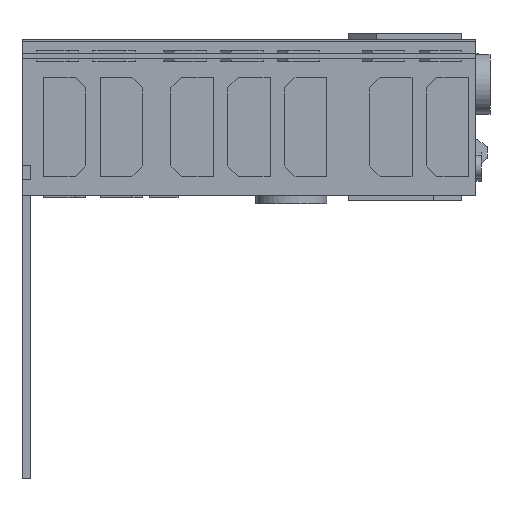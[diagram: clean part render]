
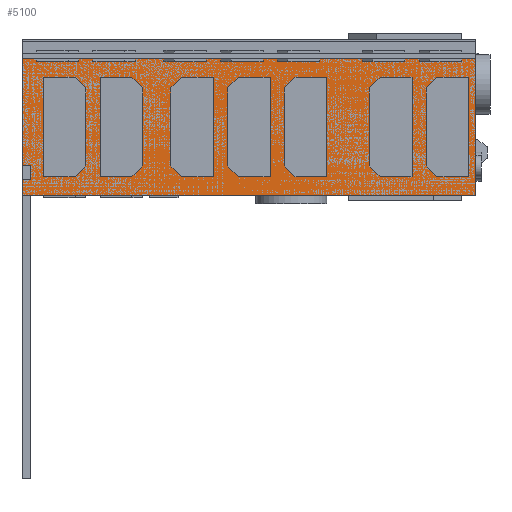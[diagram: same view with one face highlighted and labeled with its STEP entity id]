
A CAD part, left-side view. The second image highlights one B-rep face of the part: STEP entity #5100.
In plain terms, the highlighted planar face has unit normal (-1, 0, 0).
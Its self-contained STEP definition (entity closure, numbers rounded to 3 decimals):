
#534=FACE_OUTER_BOUND('',#836,.T.);
#836=EDGE_LOOP('',(#3941,#3942,#3943,#3944));
#1121=LINE('',#7604,#1762);
#1273=LINE('',#7922,#1914);
#1274=LINE('',#7925,#1915);
#1275=LINE('',#7926,#1916);
#1762=VECTOR('',#6141,10.);
#1914=VECTOR('',#6425,10.);
#1915=VECTOR('',#6428,10.);
#1916=VECTOR('',#6429,10.);
#2363=VERTEX_POINT('',#7581);
#2374=VERTEX_POINT('',#7602);
#2474=VERTEX_POINT('',#7920);
#2475=VERTEX_POINT('',#7924);
#2855=EDGE_CURVE('',#2363,#2374,#1121,.T.);
#3011=EDGE_CURVE('',#2374,#2474,#1273,.T.);
#3012=EDGE_CURVE('',#2475,#2474,#1274,.T.);
#3013=EDGE_CURVE('',#2475,#2363,#1275,.T.);
#3941=ORIENTED_EDGE('',*,*,#3011,.T.);
#3942=ORIENTED_EDGE('',*,*,#3012,.F.);
#3943=ORIENTED_EDGE('',*,*,#3013,.T.);
#3944=ORIENTED_EDGE('',*,*,#2855,.T.);
#4819=PLANE('',#5628);
#5100=ADVANCED_FACE('',(#534),#4819,.T.);
#5628=AXIS2_PLACEMENT_3D('',#7923,#6426,#6427);
#6141=DIRECTION('',(0.,0.,1.));
#6425=DIRECTION('',(0.,1.,0.));
#6426=DIRECTION('center_axis',(-1.,0.,0.));
#6427=DIRECTION('ref_axis',(0.,-1.,0.));
#6428=DIRECTION('',(0.,0.,1.));
#6429=DIRECTION('',(0.,-1.,0.));
#7581=CARTESIAN_POINT('',(0.,0.,0.));
#7602=CARTESIAN_POINT('',(0.,0.,48.));
#7604=CARTESIAN_POINT('',(0.,0.,0.));
#7920=CARTESIAN_POINT('',(0.,160.,48.));
#7922=CARTESIAN_POINT('',(0.,120.,48.));
#7923=CARTESIAN_POINT('Origin',(0.,160.,0.));
#7924=CARTESIAN_POINT('',(0.,160.,0.));
#7925=CARTESIAN_POINT('',(0.,160.,0.));
#7926=CARTESIAN_POINT('',(0.,160.,0.));
